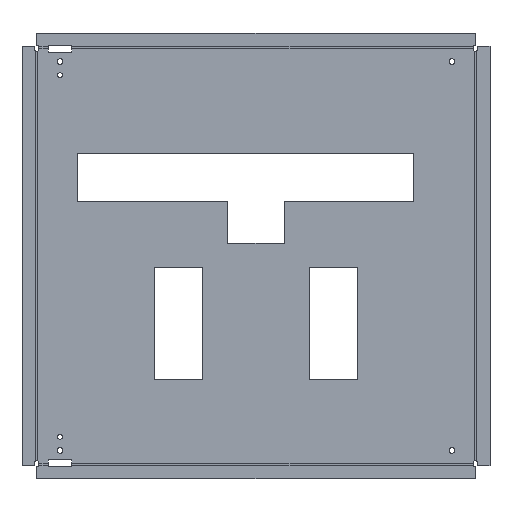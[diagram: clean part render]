
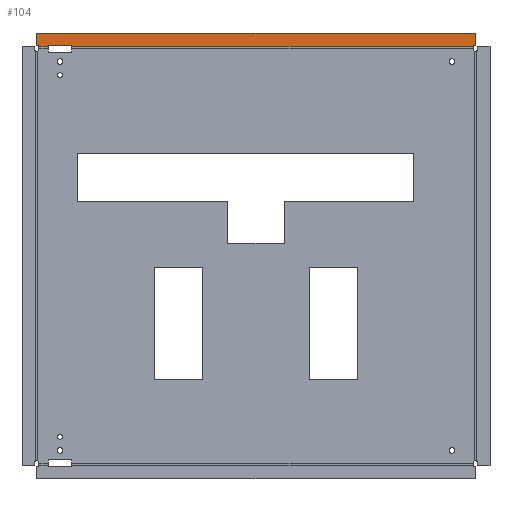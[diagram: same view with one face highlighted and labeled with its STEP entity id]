
A CAD part, front view. The second image highlights one B-rep face of the part: STEP entity #104.
In plain terms, the highlighted planar face has unit normal (0, -1, 0).
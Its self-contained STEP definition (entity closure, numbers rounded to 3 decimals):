
#1=CARTESIAN_POINT('POINT1',(-175.5,-1.2,1.2));
#2=VERTEX_POINT('VERTEX1',#1);
#3=CARTESIAN_POINT('POINT2',(-197.5,-1.2,1.2));
#4=VERTEX_POINT('VERTEX2',#3);
#5=CARTESIAN_POINT('POS1',(-175.5,-1.2,1.2));
#6=DIRECTION('DIR1',(-1.,0.,0.));
#7=VECTOR('VEC1',#6,1.);
#8=LINE('STRAIGHT1',#5,#7);
#9=EDGE_CURVE('EDGE1',#2,#4,#8,.T.);
#10=ORIENTED_EDGE('COEDGE1',*,*,#9,.F.);
#11=CARTESIAN_POINT('POINT3',(-175.5,-1.2,0.085
   ));
#12=VERTEX_POINT('VERTEX3',#11);
#13=CARTESIAN_POINT('POS2',(-175.5,-1.2,0.085))
   ;
#14=DIRECTION('DIR2',(0.,0.,1.));
#15=VECTOR('VEC2',#14,1.);
#16=LINE('STRAIGHT2',#13,#15);
#17=EDGE_CURVE('EDGE2',#12,#2,#16,.T.);
#18=ORIENTED_EDGE('COEDGE2',*,*,#17,.F.);
#19=CARTESIAN_POINT('POINT4',(206.842,-1.2,
   0.085));
#20=VERTEX_POINT('VERTEX4',#19);
#21=CARTESIAN_POINT('POS3',(206.842,-1.2,
   0.085));
#22=DIRECTION('DIR3',(-1.,0.,0.));
#23=VECTOR('VEC3',#22,1.);
#24=LINE('STRAIGHT3',#21,#23);
#25=EDGE_CURVE('EDGE3',#20,#12,#24,.T.);
#26=ORIENTED_EDGE('COEDGE3',*,*,#25,.F.);
#27=CARTESIAN_POINT('POINT5',(206.842,-1.2,
   0.842));
#28=VERTEX_POINT('VERTEX5',#27);
#29=CARTESIAN_POINT('POS4',(206.842,-1.2,
   0.842));
#30=DIRECTION('DIR4',(0.,0.,-1.));
#31=VECTOR('VEC4',#30,1.);
#32=LINE('STRAIGHT4',#29,#31);
#33=EDGE_CURVE('EDGE4',#28,#20,#32,.T.);
#34=ORIENTED_EDGE('COEDGE4',*,*,#33,.F.);
#35=CARTESIAN_POINT('POINT6',(208.8,-1.2,0.842
   ));
#36=VERTEX_POINT('VERTEX6',#35);
#37=CARTESIAN_POINT('POS5',(208.8,-1.2,0.842))
   ;
#38=DIRECTION('DIR5',(-1.,0.,0.));
#39=VECTOR('VEC5',#38,1.);
#40=LINE('STRAIGHT5',#37,#39);
#41=EDGE_CURVE('EDGE5',#36,#28,#40,.T.);
#42=ORIENTED_EDGE('COEDGE5',*,*,#41,.F.);
#43=CARTESIAN_POINT('POINT7',(208.8,-1.2,12.685
   ));
#44=VERTEX_POINT('VERTEX7',#43);
#45=CARTESIAN_POINT('POS6',(208.8,-1.2,12.685))
   ;
#46=DIRECTION('DIR6',(0.,0.,-1.));
#47=VECTOR('VEC6',#46,1.);
#48=LINE('STRAIGHT6',#45,#47);
#49=EDGE_CURVE('EDGE6',#44,#36,#48,.T.);
#50=ORIENTED_EDGE('COEDGE6',*,*,#49,.F.);
#51=CARTESIAN_POINT('POINT8',(-208.8,-1.2,
   12.685));
#52=VERTEX_POINT('VERTEX8',#51);
#53=CARTESIAN_POINT('POS7',(-208.8,-1.2,12.685)
   );
#54=DIRECTION('DIR7',(1.,0.,0.));
#55=VECTOR('VEC7',#54,1.);
#56=LINE('STRAIGHT7',#53,#55);
#57=EDGE_CURVE('EDGE7',#52,#44,#56,.T.);
#58=ORIENTED_EDGE('COEDGE7',*,*,#57,.F.);
#59=CARTESIAN_POINT('POINT9',(-208.8,-1.2,
   0.842));
#60=VERTEX_POINT('VERTEX9',#59);
#61=CARTESIAN_POINT('POS8',(-208.8,-1.2,0.842)
   );
#62=DIRECTION('DIR8',(0.,0.,1.));
#63=VECTOR('VEC8',#62,1.);
#64=LINE('STRAIGHT8',#61,#63);
#65=EDGE_CURVE('EDGE8',#60,#52,#64,.T.);
#66=ORIENTED_EDGE('COEDGE8',*,*,#65,.F.);
#67=CARTESIAN_POINT('POINT10',(-206.842,-1.2,
   0.842));
#68=VERTEX_POINT('VERTEX10',#67);
#69=CARTESIAN_POINT('POS9',(-206.842,-1.2,
   0.842));
#70=DIRECTION('DIR9',(-1.,0.,0.));
#71=VECTOR('VEC9',#70,1.);
#72=LINE('STRAIGHT9',#69,#71);
#73=EDGE_CURVE('EDGE9',#68,#60,#72,.T.);
#74=ORIENTED_EDGE('COEDGE9',*,*,#73,.F.);
#75=CARTESIAN_POINT('POINT11',(-206.842,-1.2,
   0.085));
#76=VERTEX_POINT('VERTEX11',#75);
#77=CARTESIAN_POINT('POS10',(-206.842,-1.2,
   0.085));
#78=DIRECTION('DIR10',(0.,0.,1.));
#79=VECTOR('VEC10',#78,1.);
#80=LINE('STRAIGHT10',#77,#79);
#81=EDGE_CURVE('EDGE10',#76,#68,#80,.T.);
#82=ORIENTED_EDGE('COEDGE10',*,*,#81,.F.);
#83=CARTESIAN_POINT('POINT12',(-197.5,-1.2,
   0.085));
#84=VERTEX_POINT('VERTEX12',#83);
#85=CARTESIAN_POINT('POS11',(-197.5,-1.2,0.085)
   );
#86=DIRECTION('DIR11',(-1.,0.,0.));
#87=VECTOR('VEC11',#86,1.);
#88=LINE('STRAIGHT11',#85,#87);
#89=EDGE_CURVE('EDGE11',#84,#76,#88,.T.);
#90=ORIENTED_EDGE('COEDGE11',*,*,#89,.F.);
#91=CARTESIAN_POINT('POS12',(-197.5,-1.2,0.085)
   );
#92=DIRECTION('DIR12',(0.,0.,1.));
#93=VECTOR('VEC12',#92,1.);
#94=LINE('STRAIGHT12',#91,#93);
#95=EDGE_CURVE('EDGE12',#84,#4,#94,.T.);
#96=ORIENTED_EDGE('COEDGE12',*,*,#95,.T.);
#97=EDGE_LOOP('NONE',(#10,#18,#26,#34,#42,#50,#58,#66,#74,#82,#90,#96));
#98=FACE_BOUND('LOOP1',#97,.T.);
#99=CARTESIAN_POINT('POS13',(108.551,-1.2,
   -2.315));
#100=DIRECTION('DIR13',(0.,1.,0.));
#101=DIRECTION('DIR14',(1.,0.,0.));
#102=AXIS2_PLACEMENT_3D('AXIS1',#99,#100,#101);
#103=PLANE('PLANE1',#102);
#104=ADVANCED_FACE('FACE1',(#98),#103,.F.);
